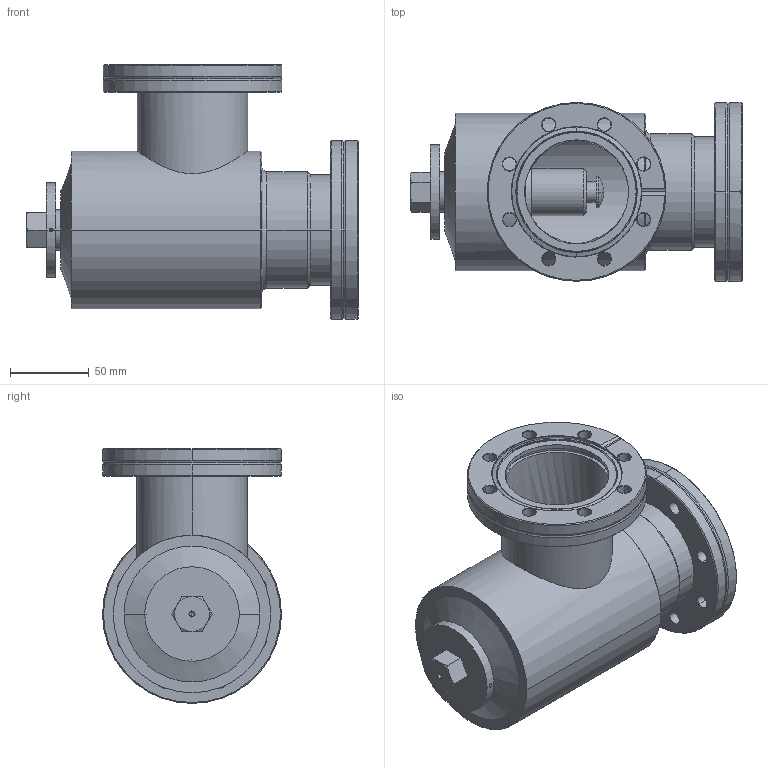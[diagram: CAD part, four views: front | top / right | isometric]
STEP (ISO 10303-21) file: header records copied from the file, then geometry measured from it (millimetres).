
FILE_DESCRIPTION((''),'2;1');
FILE_NAME('PFK62032.stp','2004-06-24T13:34:37',('KAA'),(''),'Autodesk Inventor (R) 6.0','Autodesk Inventor (R) 6.0','');
FILE_SCHEMA(('AUTOMOTIVE_DESIGN { 1 0 10303 214 1 1 1 1 }'));
Length unit declared in the file: millimetre
Products named in the file (1): PFK62032
Bounding box: 210.7 x 113.5 x 161.75 mm (x, y, z)
Volume: 568191 mm3; surface area: 217878.3 mm2
Topology: 1 solids, 3 shells, 354 faces, 825 edges, 493 vertices
Faces by surface type: cone 152, cylinder 73, bspline 60, plane 53, torus 14, sphere 2
Entity records: 11631 total; most frequent: CARTESIAN_POINT 3502, DIRECTION 1821, ORIENTED_EDGE 1634, EDGE_CURVE 817, AXIS2_PLACEMENT_3D 763, VERTEX_POINT 493, CIRCLE 468, EDGE_LOOP 417
